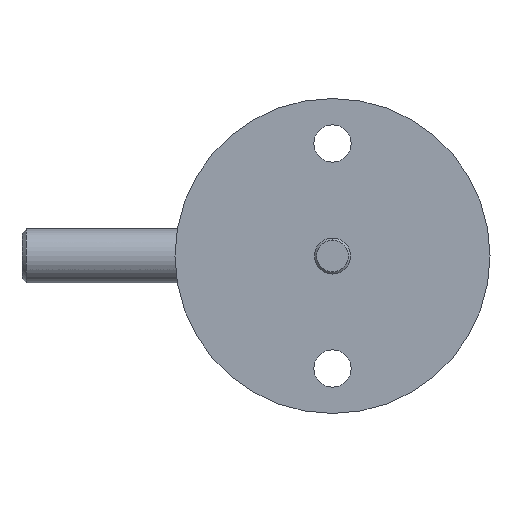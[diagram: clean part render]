
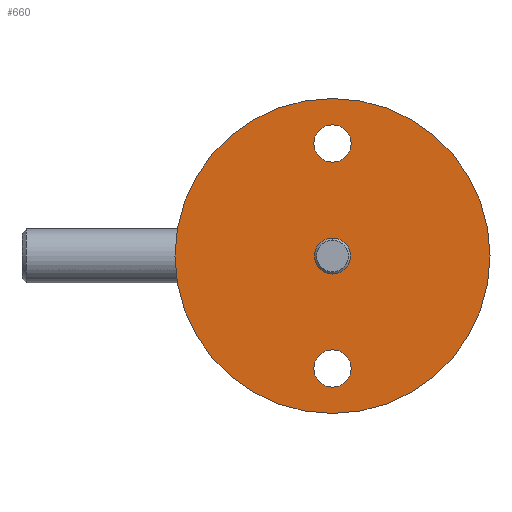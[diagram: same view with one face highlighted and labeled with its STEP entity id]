
A CAD part, left-side view. The second image highlights one B-rep face of the part: STEP entity #660.
In plain terms, the highlighted planar face has unit normal (-1, 0, 0).
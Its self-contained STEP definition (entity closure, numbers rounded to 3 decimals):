
#8 = CARTESIAN_POINT ( 'NONE',  ( -4., 0., 20.85 ) ) ;
#11 = VERTEX_POINT ( 'NONE', #882 ) ;
#12 = VERTEX_POINT ( 'NONE', #1078 ) ;
#20 = CIRCLE ( 'NONE', #880, 4.15 ) ;
#28 = ORIENTED_EDGE ( 'NONE', *, *, #86, .F. ) ;
#31 = DIRECTION ( 'NONE',  ( 0., 0., -1. ) ) ;
#77 = CARTESIAN_POINT ( 'NONE',  ( -4., 0., 25. ) ) ;
#79 = FACE_BOUND ( 'NONE', #906, .T. ) ;
#85 = CIRCLE ( 'NONE', #694, 35. ) ;
#86 = EDGE_CURVE ( 'NONE', #1028, #893, #712, .T. ) ;
#90 = FACE_BOUND ( 'NONE', #844, .T. ) ;
#108 = DIRECTION ( 'NONE',  ( 1., 0., 0. ) ) ;
#115 = CARTESIAN_POINT ( 'NONE',  ( -4., 0., -20.85 ) ) ;
#142 = VERTEX_POINT ( 'NONE', #115 ) ;
#167 = CARTESIAN_POINT ( 'NONE',  ( -4., 0., -25. ) ) ;
#169 = DIRECTION ( 'NONE',  ( -1., 0., 0. ) ) ;
#199 = EDGE_LOOP ( 'NONE', ( #634, #1241 ) ) ;
#237 = CARTESIAN_POINT ( 'NONE',  ( -4., 0., -4. ) ) ;
#257 = AXIS2_PLACEMENT_3D ( 'NONE', #1279, #585, #1253 ) ;
#281 = EDGE_CURVE ( 'NONE', #893, #1028, #668, .T. ) ;
#288 = DIRECTION ( 'NONE',  ( 0., 0., -1. ) ) ;
#309 = DIRECTION ( 'NONE',  ( -1., 0., 0. ) ) ;
#345 = ORIENTED_EDGE ( 'NONE', *, *, #729, .T. ) ;
#359 = EDGE_CURVE ( 'NONE', #1236, #12, #735, .T. ) ;
#368 = EDGE_LOOP ( 'NONE', ( #615, #1021 ) ) ;
#376 = VERTEX_POINT ( 'NONE', #453 ) ;
#379 = PLANE ( 'NONE',  #257 ) ;
#437 = ORIENTED_EDGE ( 'NONE', *, *, #281, .F. ) ;
#453 = CARTESIAN_POINT ( 'NONE',  ( -4., 0., -29.15 ) ) ;
#474 = DIRECTION ( 'NONE',  ( 0., 0., -1. ) ) ;
#478 = FACE_OUTER_BOUND ( 'NONE', #368, .T. ) ;
#510 = EDGE_CURVE ( 'NONE', #142, #376, #1148, .T. ) ;
#560 = DIRECTION ( 'NONE',  ( 0., 0., -1. ) ) ;
#568 = DIRECTION ( 'NONE',  ( 0., 0., -1. ) ) ;
#583 = CARTESIAN_POINT ( 'NONE',  ( -4., 0., 35. ) ) ;
#585 = DIRECTION ( 'NONE',  ( 1., 0., 0. ) ) ;
#615 = ORIENTED_EDGE ( 'NONE', *, *, #875, .F. ) ;
#630 = AXIS2_PLACEMENT_3D ( 'NONE', #77, #1269, #474 ) ;
#634 = ORIENTED_EDGE ( 'NONE', *, *, #802, .T. ) ;
#653 = CIRCLE ( 'NONE', #821, 4.15 ) ;
#660 = ADVANCED_FACE ( 'NONE', ( #90, #974, #79, #478 ), #379, .F. ) ;
#668 = CIRCLE ( 'NONE', #1274, 4. ) ;
#694 = AXIS2_PLACEMENT_3D ( 'NONE', #884, #1283, #288 ) ;
#706 = DIRECTION ( 'NONE',  ( 0., 0., -1. ) ) ;
#712 = CIRCLE ( 'NONE', #755, 4. ) ;
#715 = DIRECTION ( 'NONE',  ( 0., 0., -1. ) ) ;
#720 = CARTESIAN_POINT ( 'NONE',  ( -4., 0., -25. ) ) ;
#729 = EDGE_CURVE ( 'NONE', #11, #803, #20, .T. ) ;
#735 = CIRCLE ( 'NONE', #897, 35. ) ;
#740 = CARTESIAN_POINT ( 'NONE',  ( -4., 0., 0. ) ) ;
#755 = AXIS2_PLACEMENT_3D ( 'NONE', #1171, #169, #560 ) ;
#802 = EDGE_CURVE ( 'NONE', #376, #142, #653, .T. ) ;
#803 = VERTEX_POINT ( 'NONE', #8 ) ;
#805 = CARTESIAN_POINT ( 'NONE',  ( -4., 0., 25. ) ) ;
#815 = DIRECTION ( 'NONE',  ( 0., 0., -1. ) ) ;
#821 = AXIS2_PLACEMENT_3D ( 'NONE', #720, #1194, #706 ) ;
#841 = CARTESIAN_POINT ( 'NONE',  ( -4., 0., 4. ) ) ;
#844 = EDGE_LOOP ( 'NONE', ( #900, #345 ) ) ;
#875 = EDGE_CURVE ( 'NONE', #12, #1236, #85, .T. ) ;
#880 = AXIS2_PLACEMENT_3D ( 'NONE', #805, #108, #815 ) ;
#882 = CARTESIAN_POINT ( 'NONE',  ( -4., 0., 29.15 ) ) ;
#884 = CARTESIAN_POINT ( 'NONE',  ( -4., 0., 0. ) ) ;
#893 = VERTEX_POINT ( 'NONE', #237 ) ;
#897 = AXIS2_PLACEMENT_3D ( 'NONE', #740, #924, #31 ) ;
#900 = ORIENTED_EDGE ( 'NONE', *, *, #1121, .T. ) ;
#905 = CARTESIAN_POINT ( 'NONE',  ( -4., 0., 0. ) ) ;
#906 = EDGE_LOOP ( 'NONE', ( #437, #28 ) ) ;
#924 = DIRECTION ( 'NONE',  ( 1., 0., 0. ) ) ;
#974 = FACE_BOUND ( 'NONE', #199, .T. ) ;
#1021 = ORIENTED_EDGE ( 'NONE', *, *, #359, .F. ) ;
#1028 = VERTEX_POINT ( 'NONE', #841 ) ;
#1062 = DIRECTION ( 'NONE',  ( 1., 0., 0. ) ) ;
#1078 = CARTESIAN_POINT ( 'NONE',  ( -4., 0., -35. ) ) ;
#1083 = CIRCLE ( 'NONE', #630, 4.15 ) ;
#1121 = EDGE_CURVE ( 'NONE', #803, #11, #1083, .T. ) ;
#1148 = CIRCLE ( 'NONE', #1232, 4.15 ) ;
#1171 = CARTESIAN_POINT ( 'NONE',  ( -4., 0., 0. ) ) ;
#1194 = DIRECTION ( 'NONE',  ( 1., 0., 0. ) ) ;
#1232 = AXIS2_PLACEMENT_3D ( 'NONE', #167, #1062, #568 ) ;
#1236 = VERTEX_POINT ( 'NONE', #583 ) ;
#1241 = ORIENTED_EDGE ( 'NONE', *, *, #510, .T. ) ;
#1253 = DIRECTION ( 'NONE',  ( 0., 0., -1. ) ) ;
#1269 = DIRECTION ( 'NONE',  ( 1., 0., 0. ) ) ;
#1274 = AXIS2_PLACEMENT_3D ( 'NONE', #905, #309, #715 ) ;
#1279 = CARTESIAN_POINT ( 'NONE',  ( -4., 0., 0. ) ) ;
#1283 = DIRECTION ( 'NONE',  ( 1., 0., 0. ) ) ;
